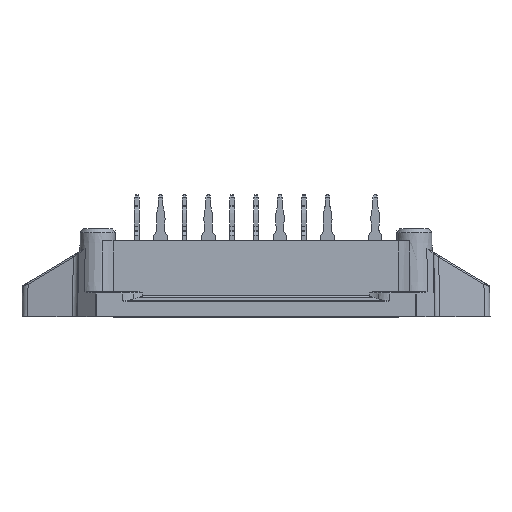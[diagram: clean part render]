
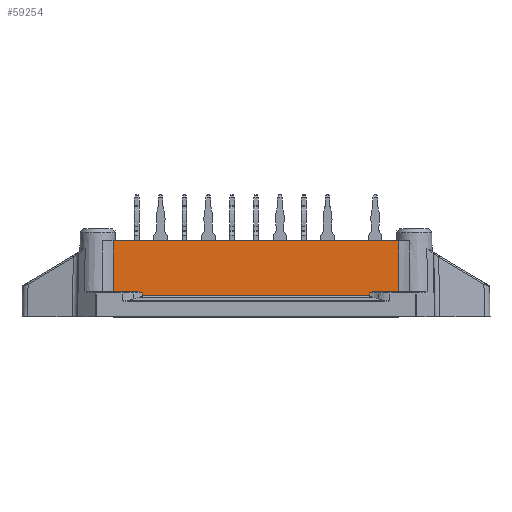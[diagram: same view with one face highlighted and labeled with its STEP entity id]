
A CAD part, front view. The second image highlights one B-rep face of the part: STEP entity #59254.
In plain terms, the highlighted planar face has unit normal (0, -1, 0.018).
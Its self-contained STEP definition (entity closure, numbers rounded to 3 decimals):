
#1664=PLANE('',#62873);
#4777=LINE('',#83542,#8717);
#4778=LINE('',#83575,#8718);
#4784=LINE('',#83645,#8724);
#6041=LINE('',#87456,#9981);
#8717=VECTOR('',#67775,1000.);
#8718=VECTOR('',#67786,1000.);
#8724=VECTOR('',#67814,1000.);
#9981=VECTOR('',#71601,1000.);
#17561=ORIENTED_EDGE('',*,*,#25996,.T.);
#17562=ORIENTED_EDGE('',*,*,#25995,.T.);
#17563=ORIENTED_EDGE('',*,*,#25992,.T.);
#17564=ORIENTED_EDGE('',*,*,#25990,.T.);
#17565=ORIENTED_EDGE('',*,*,#25988,.F.);
#17566=ORIENTED_EDGE('',*,*,#27870,.T.);
#17567=ORIENTED_EDGE('',*,*,#27871,.T.);
#17568=ORIENTED_EDGE('',*,*,#27872,.T.);
#17569=ORIENTED_EDGE('',*,*,#26010,.T.);
#17570=ORIENTED_EDGE('',*,*,#25983,.T.);
#25983=EDGE_CURVE('',#31612,#31613,#34686,.T.);
#25988=EDGE_CURVE('',#31615,#31616,#4777,.F.);
#25990=EDGE_CURVE('',#31617,#31616,#34688,.T.);
#25992=EDGE_CURVE('',#31618,#31617,#34689,.T.);
#25995=EDGE_CURVE('',#31619,#31618,#4778,.F.);
#25996=EDGE_CURVE('',#31613,#31619,#34692,.T.);
#26010=EDGE_CURVE('',#31626,#31612,#4784,.F.);
#27870=EDGE_CURVE('',#31615,#32810,#34710,.T.);
#27871=EDGE_CURVE('',#32810,#32811,#6041,.F.);
#27872=EDGE_CURVE('',#32811,#31626,#34711,.T.);
#31612=VERTEX_POINT('',#83530);
#31613=VERTEX_POINT('',#83531);
#31615=VERTEX_POINT('',#83541);
#31616=VERTEX_POINT('',#83543);
#31617=VERTEX_POINT('',#83553);
#31618=VERTEX_POINT('',#83560);
#31619=VERTEX_POINT('',#83574);
#31626=VERTEX_POINT('',#83646);
#32810=VERTEX_POINT('',#87450);
#32811=VERTEX_POINT('',#87457);
#34686=B_SPLINE_CURVE_WITH_KNOTS('',3,(#83524,#83525,#83526,#83527,#83528,
#83529),.UNSPECIFIED.,.F.,.F.,(4,1,1,4),(0.,0.,0.001,
0.001),.UNSPECIFIED.);
#34688=B_SPLINE_CURVE_WITH_KNOTS('',3,(#83546,#83547,#83548,#83549,#83550,
#83551,#83552),.UNSPECIFIED.,.F.,.F.,(4,1,1,1,4),(0.,
0.,0.,0.,0.001),
 .UNSPECIFIED.);
#34689=B_SPLINE_CURVE_WITH_KNOTS('',3,(#83556,#83557,#83558,#83559),
 .UNSPECIFIED.,.F.,.F.,(4,4),(0.001,0.001),
 .UNSPECIFIED.);
#34692=B_SPLINE_CURVE_WITH_KNOTS('',3,(#83577,#83578,#83579,#83580),
 .UNSPECIFIED.,.F.,.F.,(4,4),(0.,0.001),
 .UNSPECIFIED.);
#34710=B_SPLINE_CURVE_WITH_KNOTS('',3,(#87451,#87452,#87453,#87454),
 .UNSPECIFIED.,.F.,.F.,(4,4),(0.,0.007),
 .UNSPECIFIED.);
#34711=B_SPLINE_CURVE_WITH_KNOTS('',3,(#87458,#87459,#87460,#87461),
 .UNSPECIFIED.,.F.,.F.,(4,4),(0.,0.007),.UNSPECIFIED.);
#36057=EDGE_LOOP('',(#17561,#17562,#17563,#17564,#17565,#17566,#17567,#17568,
#17569,#17570));
#38713=FACE_BOUND('',#36057,.T.);
#59254=ADVANCED_FACE('',(#38713),#1664,.T.);
#62873=AXIS2_PLACEMENT_3D('',#87455,#71599,#71600);
#67775=DIRECTION('',(1.,0.,0.));
#67786=DIRECTION('',(-1.,0.,0.));
#67814=DIRECTION('',(-1.,0.,0.));
#71599=DIRECTION('',(0.,-1.,0.017));
#71600=DIRECTION('',(0.,0.017,1.));
#71601=DIRECTION('',(1.,0.,0.));
#83524=CARTESIAN_POINT('',(-15.909,-16.221,3.4));
#83525=CARTESIAN_POINT('',(-15.794,-16.221,3.4));
#83526=CARTESIAN_POINT('',(-15.619,-16.222,3.378));
#83527=CARTESIAN_POINT('',(-15.415,-16.223,3.31));
#83528=CARTESIAN_POINT('',(-15.277,-16.224,3.262));
#83529=CARTESIAN_POINT('',(-15.277,-16.225,3.203));
#83530=CARTESIAN_POINT('',(-15.909,-16.221,3.4));
#83531=CARTESIAN_POINT('',(-15.277,-16.225,3.203));
#83541=CARTESIAN_POINT('',(19.136,-16.221,3.4));
#83542=CARTESIAN_POINT('',(-26.5,-16.221,3.4));
#83543=CARTESIAN_POINT('',(15.909,-16.221,3.4));
#83546=CARTESIAN_POINT('',(15.277,-16.225,3.203));
#83547=CARTESIAN_POINT('',(15.277,-16.224,3.233));
#83548=CARTESIAN_POINT('',(15.331,-16.223,3.273));
#83549=CARTESIAN_POINT('',(15.431,-16.223,3.319));
#83550=CARTESIAN_POINT('',(15.627,-16.222,3.377));
#83551=CARTESIAN_POINT('',(15.794,-16.221,3.4));
#83552=CARTESIAN_POINT('',(15.909,-16.221,3.4));
#83553=CARTESIAN_POINT('',(15.277,-16.225,3.203));
#83556=CARTESIAN_POINT('',(15.277,-16.231,2.822));
#83557=CARTESIAN_POINT('',(15.277,-16.229,2.949));
#83558=CARTESIAN_POINT('',(15.277,-16.227,3.076));
#83559=CARTESIAN_POINT('',(15.277,-16.225,3.203));
#83560=CARTESIAN_POINT('',(15.277,-16.231,2.822));
#83574=CARTESIAN_POINT('',(-15.277,-16.231,2.822));
#83575=CARTESIAN_POINT('',(15.276,-16.231,2.822));
#83577=CARTESIAN_POINT('',(-15.277,-16.225,3.203));
#83578=CARTESIAN_POINT('',(-15.277,-16.227,3.076));
#83579=CARTESIAN_POINT('',(-15.277,-16.229,2.949));
#83580=CARTESIAN_POINT('',(-15.277,-16.231,2.822));
#83645=CARTESIAN_POINT('',(-26.5,-16.221,3.4));
#83646=CARTESIAN_POINT('',(-19.136,-16.221,3.4));
#87450=CARTESIAN_POINT('',(19.154,-16.103,10.2));
#87451=CARTESIAN_POINT('',(19.136,-16.221,3.4));
#87452=CARTESIAN_POINT('',(19.142,-16.182,5.667));
#87453=CARTESIAN_POINT('',(19.148,-16.142,7.933));
#87454=CARTESIAN_POINT('',(19.154,-16.103,10.2));
#87455=CARTESIAN_POINT('',(-26.5,-16.23,2.9));
#87456=CARTESIAN_POINT('',(-26.5,-16.103,10.2));
#87457=CARTESIAN_POINT('',(-19.154,-16.103,10.2));
#87458=CARTESIAN_POINT('',(-19.154,-16.103,10.2));
#87459=CARTESIAN_POINT('',(-19.148,-16.142,7.933));
#87460=CARTESIAN_POINT('',(-19.142,-16.182,5.667));
#87461=CARTESIAN_POINT('',(-19.136,-16.221,3.4));
